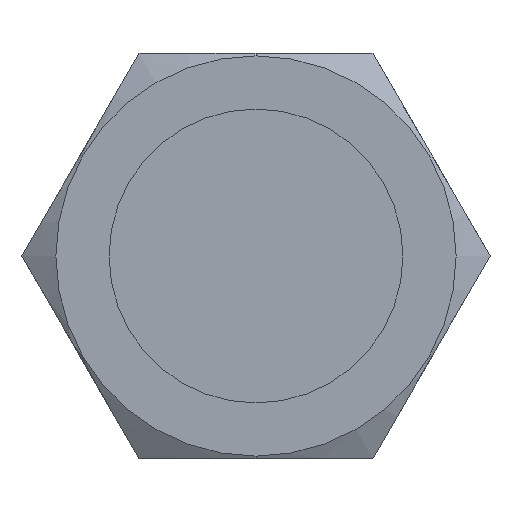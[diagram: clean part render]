
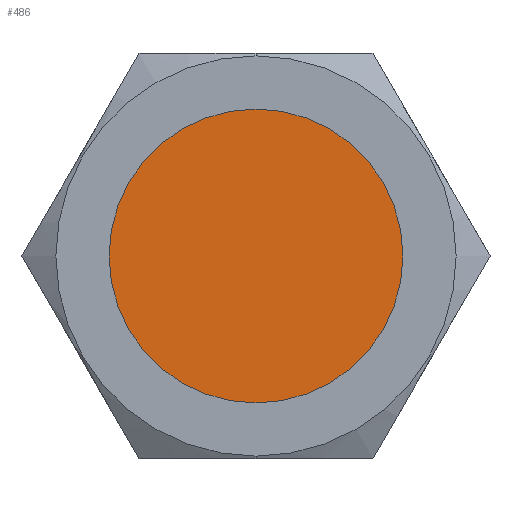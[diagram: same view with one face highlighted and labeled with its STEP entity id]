
A CAD part, front view. The second image highlights one B-rep face of the part: STEP entity #486.
In plain terms, the highlighted planar face has unit normal (0, -1, 0).
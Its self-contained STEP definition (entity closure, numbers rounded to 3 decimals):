
#210 = EDGE_CURVE ( 'NONE', #254, #261, #1029, .T. ) ;
#254 = VERTEX_POINT ( 'NONE', #1157 ) ;
#261 = VERTEX_POINT ( 'NONE', #1069 ) ;
#486 = ADVANCED_FACE ( 'NONE', ( #1550 ), #1519, .T. ) ;
#489 = ORIENTED_EDGE ( 'NONE', *, *, #210, .T. ) ;
#496 = EDGE_CURVE ( 'NONE', #261, #254, #1594, .T. ) ;
#541 = EDGE_LOOP ( 'NONE', ( #542, #489 ) ) ;
#542 = ORIENTED_EDGE ( 'NONE', *, *, #496, .T. ) ;
#970 = CARTESIAN_POINT ( 'NONE',  ( 0., -1.5, 0. ) ) ;
#1021 = DIRECTION ( 'NONE',  ( 0., 0., -1. ) ) ;
#1022 = DIRECTION ( 'NONE',  ( 0., -1., 0. ) ) ;
#1023 = AXIS2_PLACEMENT_3D ( 'NONE', #970, #1022, #1021 ) ;
#1029 = CIRCLE ( 'NONE', #1023, 5.8 ) ;
#1069 = CARTESIAN_POINT ( 'NONE',  ( 0., -1.5, -5.8 ) ) ;
#1157 = CARTESIAN_POINT ( 'NONE',  ( 0., -1.5, 5.8 ) ) ;
#1451 = DIRECTION ( 'NONE',  ( 0., -1., 0. ) ) ;
#1452 = CARTESIAN_POINT ( 'NONE',  ( 0., -1.5, 0. ) ) ;
#1455 = DIRECTION ( 'NONE',  ( 0., 0., -1. ) ) ;
#1495 = DIRECTION ( 'NONE',  ( 0., 0., -1. ) ) ;
#1519 = PLANE ( 'NONE',  #1549 ) ;
#1549 = AXIS2_PLACEMENT_3D ( 'NONE', #1452, #1451, #1495 ) ;
#1550 = FACE_OUTER_BOUND ( 'NONE', #541, .T. ) ;
#1581 = CARTESIAN_POINT ( 'NONE',  ( 0., -1.5, 0. ) ) ;
#1592 = DIRECTION ( 'NONE',  ( 0., -1., 0. ) ) ;
#1593 = AXIS2_PLACEMENT_3D ( 'NONE', #1581, #1592, #1455 ) ;
#1594 = CIRCLE ( 'NONE', #1593, 5.8 ) ;
